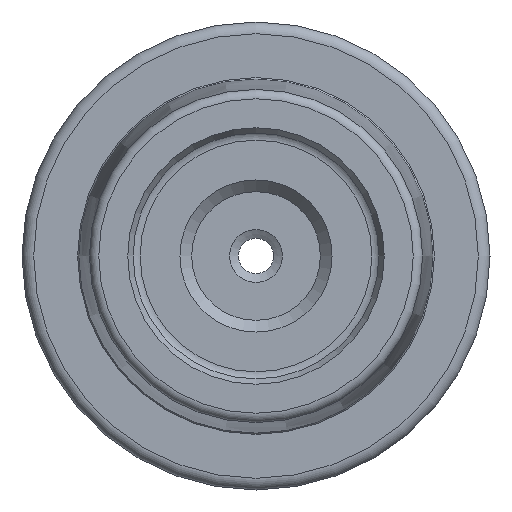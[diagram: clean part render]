
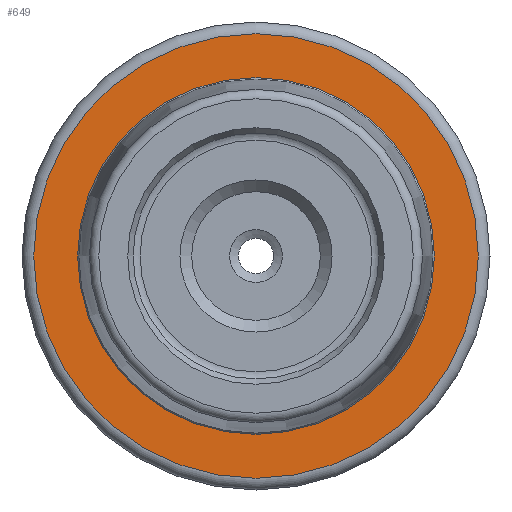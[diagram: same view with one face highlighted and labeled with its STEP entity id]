
A CAD part, left-side view. The second image highlights one B-rep face of the part: STEP entity #649.
In plain terms, the highlighted planar face has unit normal (-1, 0, 0).
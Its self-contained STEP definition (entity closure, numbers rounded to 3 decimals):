
#25=FACE_BOUND('',#127,.T.);
#34=PLANE('',#747);
#81=FACE_OUTER_BOUND('',#126,.T.);
#126=EDGE_LOOP('',(#499));
#127=EDGE_LOOP('',(#500));
#227=CIRCLE('',#746,15.246);
#228=CIRCLE('',#748,19.);
#298=VERTEX_POINT('',#1166);
#299=VERTEX_POINT('',#1170);
#372=EDGE_CURVE('',#298,#298,#227,.T.);
#373=EDGE_CURVE('',#299,#299,#228,.T.);
#499=ORIENTED_EDGE('',*,*,#373,.F.);
#500=ORIENTED_EDGE('',*,*,#372,.T.);
#649=ADVANCED_FACE('',(#81,#25),#34,.T.);
#746=AXIS2_PLACEMENT_3D('',#1168,#921,#922);
#747=AXIS2_PLACEMENT_3D('',#1169,#923,#924);
#748=AXIS2_PLACEMENT_3D('',#1171,#925,#926);
#921=DIRECTION('center_axis',(1.,0.,0.));
#922=DIRECTION('ref_axis',(0.,0.,-1.));
#923=DIRECTION('center_axis',(-1.,0.,0.));
#924=DIRECTION('ref_axis',(0.,0.,1.));
#925=DIRECTION('center_axis',(1.,0.,0.));
#926=DIRECTION('ref_axis',(0.,0.,-1.));
#1166=CARTESIAN_POINT('',(0.,0.,15.246));
#1168=CARTESIAN_POINT('Origin',(0.,0.,0.));
#1169=CARTESIAN_POINT('Origin',(0.,19.,0.));
#1170=CARTESIAN_POINT('',(0.,0.,19.));
#1171=CARTESIAN_POINT('Origin',(0.,0.,0.));
